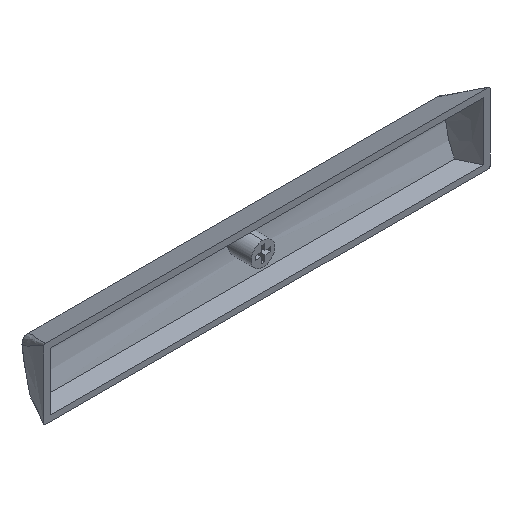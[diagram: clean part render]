
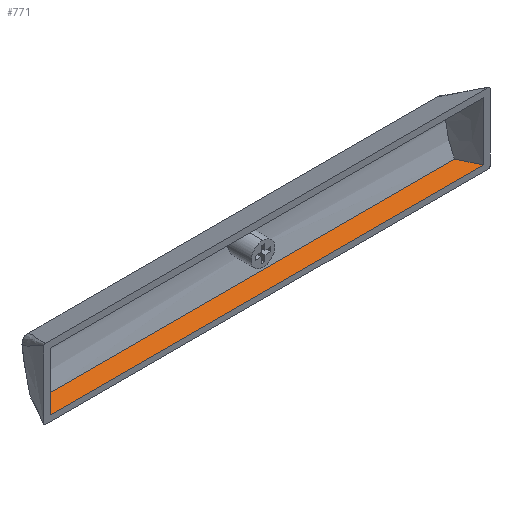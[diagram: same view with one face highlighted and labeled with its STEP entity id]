
A CAD part, isometric view. The second image highlights one B-rep face of the part: STEP entity #771.
In plain terms, the highlighted planar face has unit normal (0, 0, 1).
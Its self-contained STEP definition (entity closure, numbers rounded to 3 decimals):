
#28 = EDGE_LOOP ( 'NONE', ( #61, #1130, #2326, #482 ) ) ;
#61 = ORIENTED_EDGE ( 'NONE', *, *, #495, .T. ) ;
#105 = CARTESIAN_POINT ( 'NONE',  ( 109.928, 4.993, -16.5 ) ) ;
#159 = CARTESIAN_POINT ( 'NONE',  ( 110.726, 3.327, -16.5 ) ) ;
#168 = CARTESIAN_POINT ( 'NONE',  ( 111.528, 1.663, -16.5 ) ) ;
#340 = CARTESIAN_POINT ( 'NONE',  ( 0., 8.8, -16.5 ) ) ;
#401 = CARTESIAN_POINT ( 'NONE',  ( 2.461, 1.662, -16.5 ) ) ;
#482 = ORIENTED_EDGE ( 'NONE', *, *, #768, .F. ) ;
#495 = EDGE_CURVE ( 'NONE', #1659, #1239, #1822, .T. ) ;
#523 = CARTESIAN_POINT ( 'NONE',  ( 4.038, 4.993, -16.5 ) ) ;
#617 = EDGE_CURVE ( 'NONE', #1031, #1235, #2018, .T. ) ;
#760 = AXIS2_PLACEMENT_3D ( 'NONE', #340, #1647, #2042 ) ;
#768 = EDGE_CURVE ( 'NONE', #1659, #1031, #1262, .T. ) ;
#771 = ADVANCED_FACE ( 'NONE', ( #1412 ), #2403, .T. ) ;
#878 = CARTESIAN_POINT ( 'NONE',  ( 112.333, 0., -16.5 ) ) ;
#939 = VECTOR ( 'NONE', #1662, 1000. ) ;
#1031 = VERTEX_POINT ( 'NONE', #1658 ) ;
#1130 = ORIENTED_EDGE ( 'NONE', *, *, #1370, .F. ) ;
#1235 = VERTEX_POINT ( 'NONE', #1616 ) ;
#1239 = VERTEX_POINT ( 'NONE', #105 ) ;
#1262 = LINE ( 'NONE', #2214, #1832 ) ;
#1268 = DIRECTION ( 'NONE',  ( -1., 0., 0. ) ) ;
#1294 = LINE ( 'NONE', #523, #939 ) ;
#1321 = CARTESIAN_POINT ( 'NONE',  ( 109.928, 4.993, -16.5 ) ) ;
#1370 = EDGE_CURVE ( 'NONE', #1235, #1239, #1294, .T. ) ;
#1412 = FACE_OUTER_BOUND ( 'NONE', #28, .T. ) ;
#1616 = CARTESIAN_POINT ( 'NONE',  ( 4.038, 4.993, -16.5 ) ) ;
#1647 = DIRECTION ( 'NONE',  ( 0., 0., 1. ) ) ;
#1658 = CARTESIAN_POINT ( 'NONE',  ( 1.664, 0., -16.5 ) ) ;
#1659 = VERTEX_POINT ( 'NONE', #878 ) ;
#1662 = DIRECTION ( 'NONE',  ( 1., 0., 0. ) ) ;
#1726 = CARTESIAN_POINT ( 'NONE',  ( 3.253, 3.325, -16.5 ) ) ;
#1822 = B_SPLINE_CURVE_WITH_KNOTS ( 'NONE', 3,
 ( #2276, #168, #159, #1321 ),
 .UNSPECIFIED., .F., .F.,
 ( 4, 4 ),
 ( 0., 0.006 ),
 .UNSPECIFIED. ) ;
#1832 = VECTOR ( 'NONE', #1268, 1000. ) ;
#1929 = CARTESIAN_POINT ( 'NONE',  ( 1.664, 0., -16.5 ) ) ;
#1942 = CARTESIAN_POINT ( 'NONE',  ( 4.038, 4.993, -16.5 ) ) ;
#2018 = B_SPLINE_CURVE_WITH_KNOTS ( 'NONE', 3,
 ( #1929, #401, #1726, #1942 ),
 .UNSPECIFIED., .F., .F.,
 ( 4, 4 ),
 ( 0., 0.006 ),
 .UNSPECIFIED. ) ;
#2042 = DIRECTION ( 'NONE',  ( 1., 0., 0. ) ) ;
#2214 = CARTESIAN_POINT ( 'NONE',  ( 0., 0., -16.5 ) ) ;
#2276 = CARTESIAN_POINT ( 'NONE',  ( 112.333, 0., -16.5 ) ) ;
#2326 = ORIENTED_EDGE ( 'NONE', *, *, #617, .F. ) ;
#2403 = PLANE ( 'NONE',  #760 ) ;
